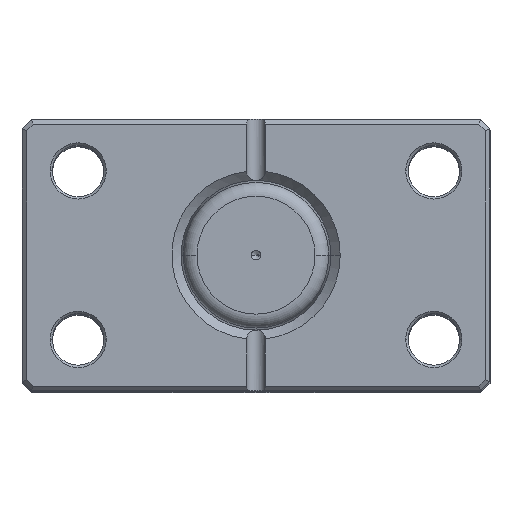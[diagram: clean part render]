
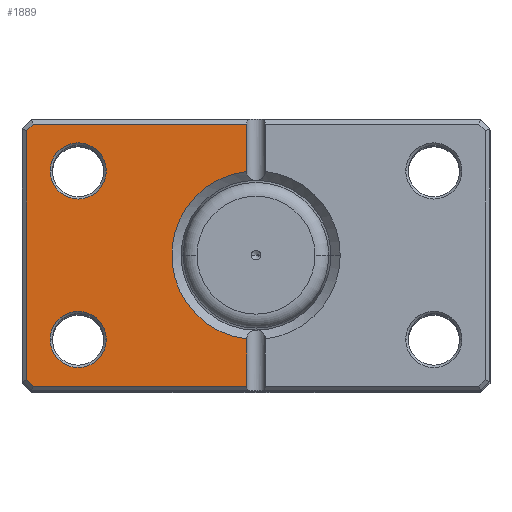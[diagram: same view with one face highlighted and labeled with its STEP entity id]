
A CAD part, top view. The second image highlights one B-rep face of the part: STEP entity #1889.
In plain terms, the highlighted face is planar.
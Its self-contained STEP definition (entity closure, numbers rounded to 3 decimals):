
#20 = CARTESIAN_POINT ( 'NONE',  ( 38., -18., 0. ) ) ;
#76 = VECTOR ( 'NONE', #5026, 1000. ) ;
#84 = ORIENTED_EDGE ( 'NONE', *, *, #4770, .T. ) ;
#93 = CARTESIAN_POINT ( 'NONE',  ( 0., 28., 0. ) ) ;
#174 = DIRECTION ( 'NONE',  ( 1., 0., 0. ) ) ;
#233 = VERTEX_POINT ( 'NONE', #4024 ) ;
#331 = DIRECTION ( 'NONE',  ( 0., 1., 0. ) ) ;
#387 = VERTEX_POINT ( 'NONE', #2274 ) ;
#474 = VERTEX_POINT ( 'NONE', #4666 ) ;
#496 = DIRECTION ( 'NONE',  ( 1., 0., 0. ) ) ;
#594 = VERTEX_POINT ( 'NONE', #703 ) ;
#639 = VERTEX_POINT ( 'NONE', #2106 ) ;
#703 = CARTESIAN_POINT ( 'NONE',  ( 49., -26.586, 0. ) ) ;
#827 = EDGE_CURVE ( 'NONE', #639, #1096, #2713, .T. ) ;
#912 = CARTESIAN_POINT ( 'NONE',  ( 0., -28., 0. ) ) ;
#917 = CARTESIAN_POINT ( 'NONE',  ( 2., -17.889, 0. ) ) ;
#932 = DIRECTION ( 'NONE',  ( -0.707, -0.707, 0. ) ) ;
#944 = VERTEX_POINT ( 'NONE', #5199 ) ;
#995 = DIRECTION ( 'NONE',  ( 0., 0., 1. ) ) ;
#1000 = EDGE_LOOP ( 'NONE', ( #3469, #5996 ) ) ;
#1061 = ORIENTED_EDGE ( 'NONE', *, *, #5422, .T. ) ;
#1096 = VERTEX_POINT ( 'NONE', #1139 ) ;
#1113 = CIRCLE ( 'NONE', #5748, 6. ) ;
#1139 = CARTESIAN_POINT ( 'NONE',  ( 49., 26.586, 0. ) ) ;
#1221 = EDGE_CURVE ( 'NONE', #3825, #5494, #5736, .T. ) ;
#1383 = DIRECTION ( 'NONE',  ( -1., 0., 0. ) ) ;
#1466 = CARTESIAN_POINT ( 'NONE',  ( 2., 28., 0. ) ) ;
#1498 = VERTEX_POINT ( 'NONE', #917 ) ;
#1694 = VECTOR ( 'NONE', #1383, 1000. ) ;
#1889 = ADVANCED_FACE ( 'NONE', ( #3349, #5749, #2039 ), #5165, .F. ) ;
#1906 = CARTESIAN_POINT ( 'NONE',  ( 0., 0., 0. ) ) ;
#1979 = CARTESIAN_POINT ( 'NONE',  ( 37.793, -37.793, 0. ) ) ;
#2039 = FACE_OUTER_BOUND ( 'NONE', #3753, .T. ) ;
#2106 = CARTESIAN_POINT ( 'NONE',  ( 47.586, 28., 0. ) ) ;
#2274 = CARTESIAN_POINT ( 'NONE',  ( 2., 17.889, 0. ) ) ;
#2310 = ORIENTED_EDGE ( 'NONE', *, *, #1221, .T. ) ;
#2376 = VECTOR ( 'NONE', #932, 1000. ) ;
#2414 = DIRECTION ( 'NONE',  ( 1., 0., 0. ) ) ;
#2455 = EDGE_CURVE ( 'NONE', #1498, #387, #3723, .T. ) ;
#2457 = ORIENTED_EDGE ( 'NONE', *, *, #2455, .T. ) ;
#2484 = CIRCLE ( 'NONE', #2562, 6. ) ;
#2517 = CARTESIAN_POINT ( 'NONE',  ( 49., 0., 0. ) ) ;
#2562 = AXIS2_PLACEMENT_3D ( 'NONE', #6060, #3180, #174 ) ;
#2563 = AXIS2_PLACEMENT_3D ( 'NONE', #6217, #6166, #6152 ) ;
#2603 = ORIENTED_EDGE ( 'NONE', *, *, #3999, .T. ) ;
#2625 = VERTEX_POINT ( 'NONE', #1466 ) ;
#2713 = LINE ( 'NONE', #2773, #4026 ) ;
#2760 = EDGE_LOOP ( 'NONE', ( #2310, #3624 ) ) ;
#2773 = CARTESIAN_POINT ( 'NONE',  ( 37.793, 37.793, 0. ) ) ;
#2822 = DIRECTION ( 'NONE',  ( 0.707, -0.707, 0. ) ) ;
#2903 = CARTESIAN_POINT ( 'NONE',  ( 32., 18., 0. ) ) ;
#3008 = DIRECTION ( 'NONE',  ( 0., -1., 0. ) ) ;
#3180 = DIRECTION ( 'NONE',  ( 0., 0., 1. ) ) ;
#3349 = FACE_BOUND ( 'NONE', #1000, .T. ) ;
#3469 = ORIENTED_EDGE ( 'NONE', *, *, #3994, .T. ) ;
#3504 = CARTESIAN_POINT ( 'NONE',  ( 44., 18., 0. ) ) ;
#3519 = DIRECTION ( 'NONE',  ( 0., 0., 1. ) ) ;
#3538 = CIRCLE ( 'NONE', #3781, 6. ) ;
#3555 = EDGE_CURVE ( 'NONE', #5494, #3825, #2484, .T. ) ;
#3624 = ORIENTED_EDGE ( 'NONE', *, *, #3555, .T. ) ;
#3723 = CIRCLE ( 'NONE', #4153, 18. ) ;
#3753 = EDGE_LOOP ( 'NONE', ( #1061, #2457, #3772, #5043, #6308, #2603, #5183, #84 ) ) ;
#3772 = ORIENTED_EDGE ( 'NONE', *, *, #5349, .T. ) ;
#3781 = AXIS2_PLACEMENT_3D ( 'NONE', #20, #3519, #496 ) ;
#3825 = VERTEX_POINT ( 'NONE', #2903 ) ;
#3935 = EDGE_CURVE ( 'NONE', #594, #5909, #5106, .T. ) ;
#3943 = CARTESIAN_POINT ( 'NONE',  ( 2., 29., 0. ) ) ;
#3994 = EDGE_CURVE ( 'NONE', #233, #474, #3538, .T. ) ;
#3999 = EDGE_CURVE ( 'NONE', #1096, #594, #6068, .T. ) ;
#4011 = CARTESIAN_POINT ( 'NONE',  ( 38., -18., 0. ) ) ;
#4024 = CARTESIAN_POINT ( 'NONE',  ( 32., -18., 0. ) ) ;
#4026 = VECTOR ( 'NONE', #2822, 1000. ) ;
#4153 = AXIS2_PLACEMENT_3D ( 'NONE', #1906, #5329, #2414 ) ;
#4211 = EDGE_CURVE ( 'NONE', #2625, #639, #5338, .T. ) ;
#4356 = LINE ( 'NONE', #912, #1694 ) ;
#4486 = DIRECTION ( 'NONE',  ( 1., 0., 0. ) ) ;
#4488 = VECTOR ( 'NONE', #4915, 1000. ) ;
#4666 = CARTESIAN_POINT ( 'NONE',  ( 44., -18., 0. ) ) ;
#4680 = DIRECTION ( 'NONE',  ( 1., 0., 0. ) ) ;
#4728 = DIRECTION ( 'NONE',  ( 0., 0., 1. ) ) ;
#4770 = EDGE_CURVE ( 'NONE', #5909, #944, #4356, .T. ) ;
#4776 = CARTESIAN_POINT ( 'NONE',  ( 2., 29., 0. ) ) ;
#4836 = CARTESIAN_POINT ( 'NONE',  ( 0., 0., 0. ) ) ;
#4915 = DIRECTION ( 'NONE',  ( 0., 1., 0. ) ) ;
#4948 = LINE ( 'NONE', #4776, #6051 ) ;
#5026 = DIRECTION ( 'NONE',  ( 1., 0., 0. ) ) ;
#5043 = ORIENTED_EDGE ( 'NONE', *, *, #4211, .T. ) ;
#5106 = LINE ( 'NONE', #1979, #2376 ) ;
#5165 = PLANE ( 'NONE',  #5393 ) ;
#5183 = ORIENTED_EDGE ( 'NONE', *, *, #3935, .T. ) ;
#5199 = CARTESIAN_POINT ( 'NONE',  ( 2., -28., 0. ) ) ;
#5329 = DIRECTION ( 'NONE',  ( 0., 0., 1. ) ) ;
#5338 = LINE ( 'NONE', #93, #76 ) ;
#5349 = EDGE_CURVE ( 'NONE', #387, #2625, #4948, .T. ) ;
#5393 = AXIS2_PLACEMENT_3D ( 'NONE', #4836, #4728, #4680 ) ;
#5422 = EDGE_CURVE ( 'NONE', #944, #1498, #5760, .T. ) ;
#5494 = VERTEX_POINT ( 'NONE', #3504 ) ;
#5736 = CIRCLE ( 'NONE', #2563, 6. ) ;
#5748 = AXIS2_PLACEMENT_3D ( 'NONE', #4011, #995, #4486 ) ;
#5749 = FACE_BOUND ( 'NONE', #2760, .T. ) ;
#5760 = LINE ( 'NONE', #3943, #4488 ) ;
#5909 = VERTEX_POINT ( 'NONE', #6120 ) ;
#5918 = VECTOR ( 'NONE', #3008, 1000. ) ;
#5996 = ORIENTED_EDGE ( 'NONE', *, *, #6255, .T. ) ;
#6051 = VECTOR ( 'NONE', #331, 1000. ) ;
#6060 = CARTESIAN_POINT ( 'NONE',  ( 38., 18., 0. ) ) ;
#6068 = LINE ( 'NONE', #2517, #5918 ) ;
#6120 = CARTESIAN_POINT ( 'NONE',  ( 47.586, -28., 0. ) ) ;
#6152 = DIRECTION ( 'NONE',  ( 1., 0., 0. ) ) ;
#6166 = DIRECTION ( 'NONE',  ( 0., 0., 1. ) ) ;
#6217 = CARTESIAN_POINT ( 'NONE',  ( 38., 18., 0. ) ) ;
#6255 = EDGE_CURVE ( 'NONE', #474, #233, #1113, .T. ) ;
#6308 = ORIENTED_EDGE ( 'NONE', *, *, #827, .T. ) ;
